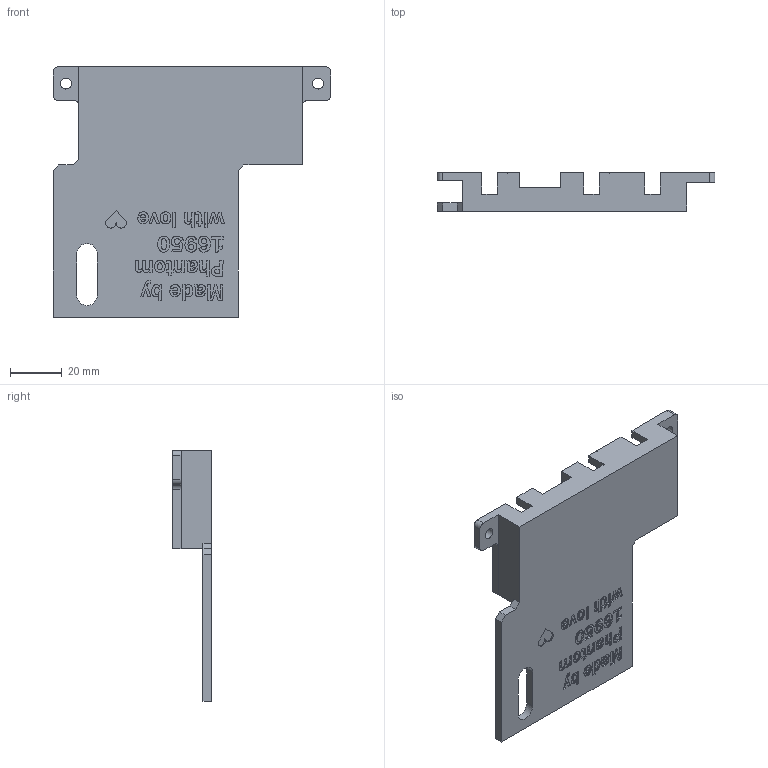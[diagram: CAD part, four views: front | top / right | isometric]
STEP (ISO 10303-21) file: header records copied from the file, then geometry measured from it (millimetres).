
FILE_DESCRIPTION(/* description */ (''),/* implementation_level */ '2;1');
FILE_NAME(/* name */ '',/* time_stamp */ '2025-12-01T20:20:49+03:00',/* author */ ('Phantom'),/* organization */ (''),/* preprocessor_version */ 'ST-DEVELOPER v20.1',/* originating_system */ 'Autodesk Inventor 2026',/* authorisation */ '');
FILE_SCHEMA (('AUTOMOTIVE_DESIGN { 1 0 10303 214 3 1 1 }'));
Length unit declared in the file: millimetre
Products named in the file (1): 16950 2.4часть
Bounding box: 107.65 x 14.92 x 97 mm (x, y, z)
Volume: 44850.4 mm3; surface area: 21969 mm2
Topology: 1 solids, 1 shells, 432 faces, 1175 edges, 796 vertices
Faces by surface type: plane 269, bspline 151, cylinder 12
Full cylindrical faces by diameter (mm): 4.2 x2
Entity records: 14216 total; most frequent: CARTESIAN_POINT 4228, ORIENTED_EDGE 2344, DIRECTION 1456, EDGE_CURVE 1172, LINE 844, VECTOR 844, VERTEX_POINT 782, EDGE_LOOP 482
